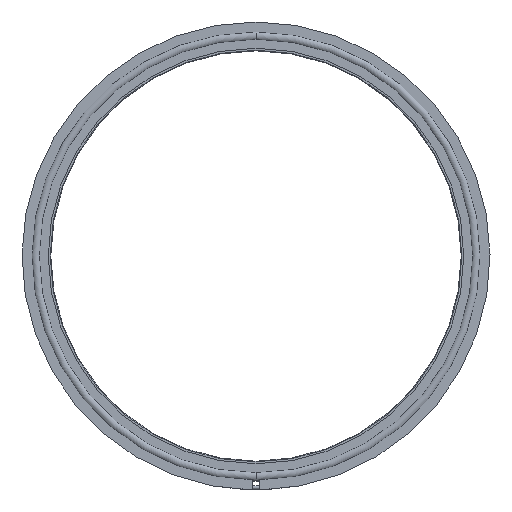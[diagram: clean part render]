
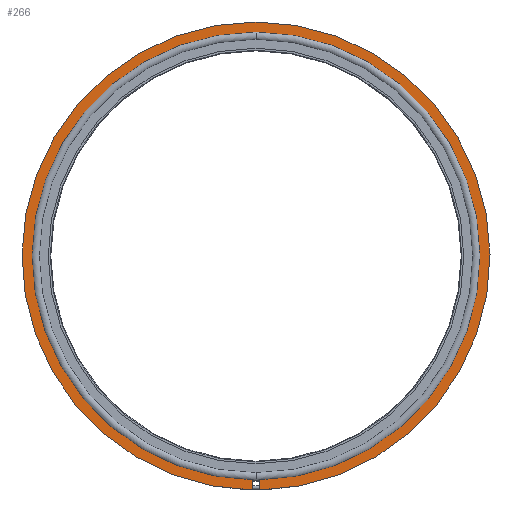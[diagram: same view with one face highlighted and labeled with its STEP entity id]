
A CAD part, front view. The second image highlights one B-rep face of the part: STEP entity #266.
In plain terms, the highlighted planar face has unit normal (0, -1, 0).
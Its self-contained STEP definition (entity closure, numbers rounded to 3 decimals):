
#18 = AXIS2_PLACEMENT_3D ( 'NONE', #237, #236, #231 ) ;
#29 = AXIS2_PLACEMENT_3D ( 'NONE', #299, #298, #297 ) ;
#61 = AXIS2_PLACEMENT_3D ( 'NONE', #620, #617, #615 ) ;
#65 = AXIS2_PLACEMENT_3D ( 'NONE', #696, #695, #693 ) ;
#104 = FACE_OUTER_BOUND ( 'NONE', #842, .T. ) ;
#127 = CIRCLE ( 'NONE', #29, 119.75 ) ;
#167 = ORIENTED_EDGE ( 'NONE', *, *, #1510, .F. ) ;
#169 = ORIENTED_EDGE ( 'NONE', *, *, #1530, .T. ) ;
#231 = DIRECTION ( 'NONE',  ( 0., 0., 1. ) ) ;
#236 = DIRECTION ( 'NONE',  ( 0., 1., 0. ) ) ;
#237 = CARTESIAN_POINT ( 'NONE',  ( 0., -1.95, 0. ) ) ;
#252 = CARTESIAN_POINT ( 'NONE',  ( -2., -1.95, 0. ) ) ;
#266 = ADVANCED_FACE ( 'NONE', ( #104 ), #1013, .T. ) ;
#279 = DIRECTION ( 'NONE',  ( 0., 0., -1. ) ) ;
#287 = DIRECTION ( 'NONE',  ( 0., 0., 1. ) ) ;
#292 = CARTESIAN_POINT ( 'NONE',  ( 2., -1.95, 0. ) ) ;
#297 = DIRECTION ( 'NONE',  ( 0., 0., 1. ) ) ;
#298 = DIRECTION ( 'NONE',  ( 0., 1., 0. ) ) ;
#299 = CARTESIAN_POINT ( 'NONE',  ( 0., -1.95, 0. ) ) ;
#339 = VECTOR ( 'NONE', #279, 1000. ) ;
#345 = LINE ( 'NONE', #252, #339 ) ;
#347 = CIRCLE ( 'NONE', #18, 114.544 ) ;
#375 = VECTOR ( 'NONE', #287, 1000. ) ;
#387 = LINE ( 'NONE', #292, #375 ) ;
#449 = CIRCLE ( 'NONE', #61, 119.75 ) ;
#453 = CIRCLE ( 'NONE', #65, 114.544 ) ;
#454 = CARTESIAN_POINT ( 'NONE',  ( 2., -1.95, -119.733 ) ) ;
#570 = AXIS2_PLACEMENT_3D ( 'NONE', #978, #1040, #1037 ) ;
#615 = DIRECTION ( 'NONE',  ( 0., 0., 1. ) ) ;
#617 = DIRECTION ( 'NONE',  ( 0., 1., 0. ) ) ;
#620 = CARTESIAN_POINT ( 'NONE',  ( 0., -1.95, 0. ) ) ;
#682 = VERTEX_POINT ( 'NONE', #454 ) ;
#693 = DIRECTION ( 'NONE',  ( 0., 0., 1. ) ) ;
#695 = DIRECTION ( 'NONE',  ( 0., 1., 0. ) ) ;
#696 = CARTESIAN_POINT ( 'NONE',  ( 0., -1.95, 0. ) ) ;
#785 = CARTESIAN_POINT ( 'NONE',  ( 2., -1.95, -114.527 ) ) ;
#842 = EDGE_LOOP ( 'NONE', ( #167, #1500, #1331, #1001, #169, #912 ) ) ;
#902 = CARTESIAN_POINT ( 'NONE',  ( -2., -1.95, -114.527 ) ) ;
#912 = ORIENTED_EDGE ( 'NONE', *, *, #1276, .T. ) ;
#929 = VERTEX_POINT ( 'NONE', #1419 ) ;
#978 = CARTESIAN_POINT ( 'NONE',  ( -119.75, -1.95, 0. ) ) ;
#1001 = ORIENTED_EDGE ( 'NONE', *, *, #1520, .F. ) ;
#1013 = PLANE ( 'NONE',  #570 ) ;
#1014 = VERTEX_POINT ( 'NONE', #1283 ) ;
#1020 = VERTEX_POINT ( 'NONE', #1278 ) ;
#1037 = DIRECTION ( 'NONE',  ( 0., 0., -1. ) ) ;
#1040 = DIRECTION ( 'NONE',  ( 0., -1., 0. ) ) ;
#1188 = VERTEX_POINT ( 'NONE', #902 ) ;
#1262 = VERTEX_POINT ( 'NONE', #785 ) ;
#1276 = EDGE_CURVE ( 'NONE', #929, #1262, #453, .T. ) ;
#1278 = CARTESIAN_POINT ( 'NONE',  ( -2., -1.95, -119.733 ) ) ;
#1283 = CARTESIAN_POINT ( 'NONE',  ( 0., -1.95, 119.75 ) ) ;
#1299 = EDGE_CURVE ( 'NONE', #1020, #1014, #449, .T. ) ;
#1331 = ORIENTED_EDGE ( 'NONE', *, *, #1299, .F. ) ;
#1419 = CARTESIAN_POINT ( 'NONE',  ( 0., -1.95, 114.544 ) ) ;
#1500 = ORIENTED_EDGE ( 'NONE', *, *, #1503, .F. ) ;
#1503 = EDGE_CURVE ( 'NONE', #1014, #682, #127, .T. ) ;
#1510 = EDGE_CURVE ( 'NONE', #682, #1262, #387, .T. ) ;
#1520 = EDGE_CURVE ( 'NONE', #1188, #1020, #345, .T. ) ;
#1530 = EDGE_CURVE ( 'NONE', #1188, #929, #347, .T. ) ;
